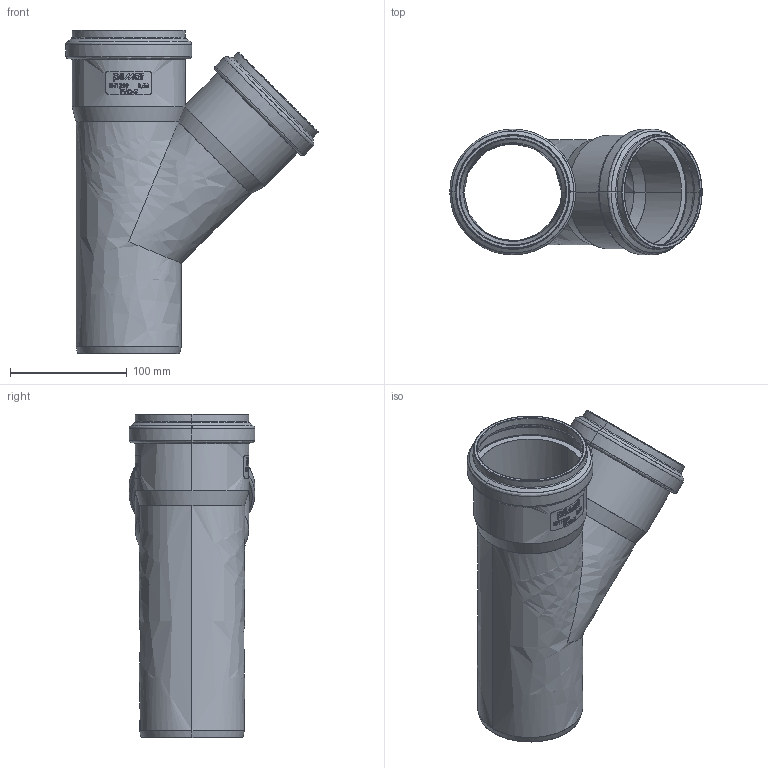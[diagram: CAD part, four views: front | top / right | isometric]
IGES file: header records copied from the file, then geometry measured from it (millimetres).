
Start section: SolidWorks IGES file using NURBS representation for surfaces
Global section: file name: 01 25 1083 090.IGS; native system: SolidWorks 2018; preprocessor: SolidWorks 2018; author: utilizador; date: 181220.150847; units: millimetre
Bounding box: 215.9 x 107.51 x 276.97 mm (x, y, z)
Surface area: 226910.7 mm2 (no closed solid volume)
Topology: 0 solids, 0 shells, 398 faces, 6030 edges, 6030 vertices
Faces by surface type: bspline 398
